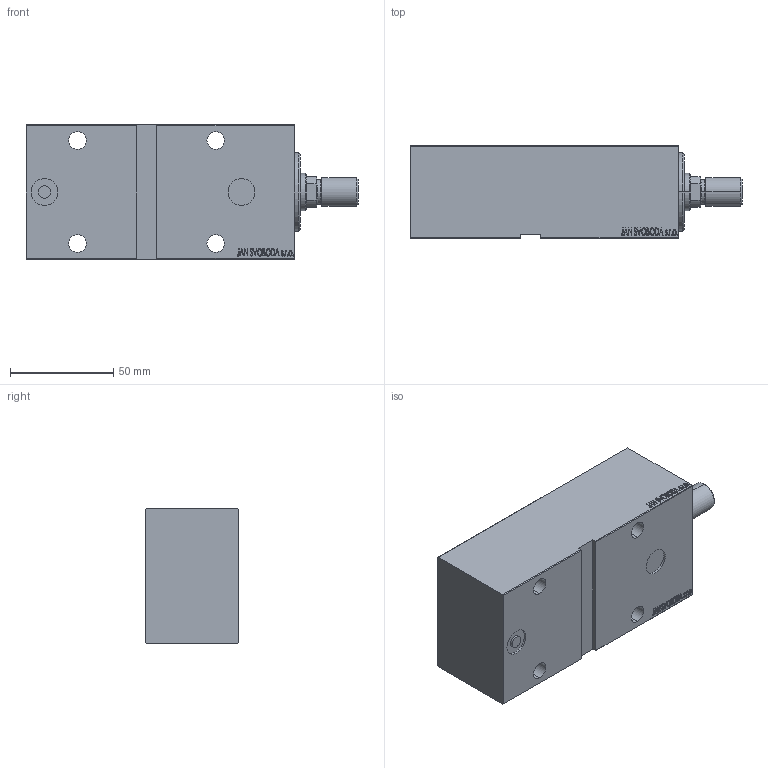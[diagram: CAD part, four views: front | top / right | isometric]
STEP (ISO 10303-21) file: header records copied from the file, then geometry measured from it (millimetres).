
FILE_DESCRIPTION (( 'STEP AP203' ), '1' );
FILE_NAME ('0682.STEP', '2024-02-12T03:17:56', ( '' ), ( '' ), 'SwSTEP 2.0', 'SolidWorks 2019', '' );
FILE_SCHEMA (( 'CONFIG_CONTROL_DESIGN' ));
Length unit declared in the file: millimetre
Products named in the file (5): V450CM_E_Body 571ffe26a6cda18fccb85bb2e651637e; V450CM_VC_B 571ffe26a6cda18fccb85bb2e651637e; V450CM_MALE_METRIC 571ffe26a6cda18fccb85bb2e651637e; V450CM_E_VCP 571ffe26a6cda18fccb85bb2e651637e; 0682
Assembly tree (4 placements, depth 2):
  0682
    V450CM_E_Body 571ffe26a6cda18fccb85bb2e651637e
    V450CM_E_VCP 571ffe26a6cda18fccb85bb2e651637e
    V450CM_VC_B 571ffe26a6cda18fccb85bb2e651637e
    V450CM_MALE_METRIC 571ffe26a6cda18fccb85bb2e651637e
Bounding box: 161 x 45 x 65 mm (x, y, z)
Volume: 354648.8 mm3; surface area: 65345.2 mm2
Topology: 4 solids, 4 shells, 862 faces, 2208 edges, 1463 vertices
Faces by surface type: plane 412, bspline 380, cylinder 50, cone 18, torus 2
Entity records: 43357 total; most frequent: CARTESIAN_POINT 24398, ORIENTED_EDGE 4412, DIRECTION 2540, EDGE_CURVE 2206, VERTEX_POINT 1463, LINE 1314, VECTOR 1314, EDGE_LOOP 983
